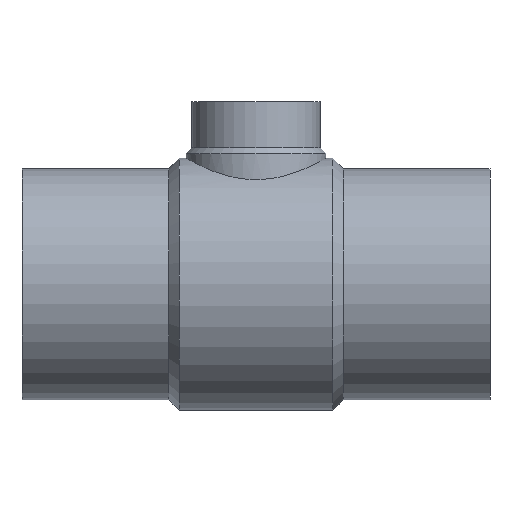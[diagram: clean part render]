
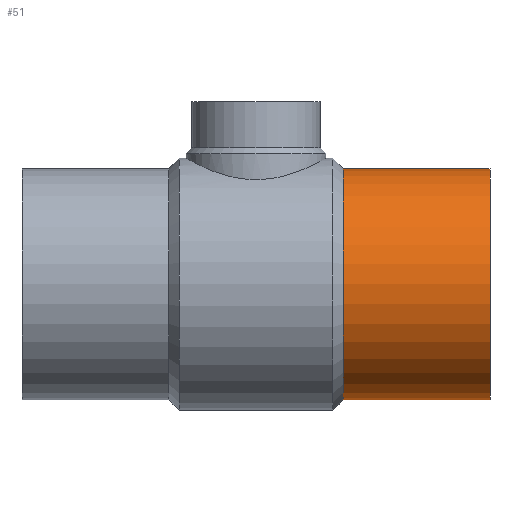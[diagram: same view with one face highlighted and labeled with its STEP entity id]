
A CAD part, front view. The second image highlights one B-rep face of the part: STEP entity #51.
In plain terms, the highlighted cylindrical face has radius 112.5 mm (diameter 225 mm), a full revolution.
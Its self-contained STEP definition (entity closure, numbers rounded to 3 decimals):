
#51 = ADVANCED_FACE( '', ( #110, #111 ), #112, .T. );
#110 = FACE_OUTER_BOUND( '', #171, .T. );
#111 = FACE_OUTER_BOUND( '', #172, .T. );
#112 = CYLINDRICAL_SURFACE( '', #173, 112.5 );
#171 = EDGE_LOOP( '', ( #240 ) );
#172 = EDGE_LOOP( '', ( #241 ) );
#173 = AXIS2_PLACEMENT_3D( '', #242, #243, #244 );
#240 = ORIENTED_EDGE( '', *, *, #277, .F. );
#241 = ORIENTED_EDGE( '', *, *, #295, .T. );
#242 = CARTESIAN_POINT( '', ( 0., 0., 0. ) );
#243 = DIRECTION( '', ( -1., 0., 0. ) );
#244 = DIRECTION( '', ( 0., 0., -1. ) );
#277 = EDGE_CURVE( '', #305, #305, #306, .T. );
#295 = EDGE_CURVE( '', #334, #334, #335, .T. );
#305 = VERTEX_POINT( '', #346 );
#306 = CIRCLE( '', #347, 112.5 );
#334 = VERTEX_POINT( '', #667 );
#335 = CIRCLE( '', #668, 112.5 );
#346 = CARTESIAN_POINT( '', ( 0., 0., -112.5 ) );
#347 = AXIS2_PLACEMENT_3D( '', #679, #680, #681 );
#667 = CARTESIAN_POINT( '', ( -143., 0., -112.5 ) );
#668 = AXIS2_PLACEMENT_3D( '', #706, #707, #708 );
#679 = CARTESIAN_POINT( '', ( 0., 0., 0. ) );
#680 = DIRECTION( '', ( 1., 0., 0. ) );
#681 = DIRECTION( '', ( 0., 0., -1. ) );
#706 = CARTESIAN_POINT( '', ( -143., 0., 0. ) );
#707 = DIRECTION( '', ( 1., 0., 0. ) );
#708 = DIRECTION( '', ( 0., 0., -1. ) );
